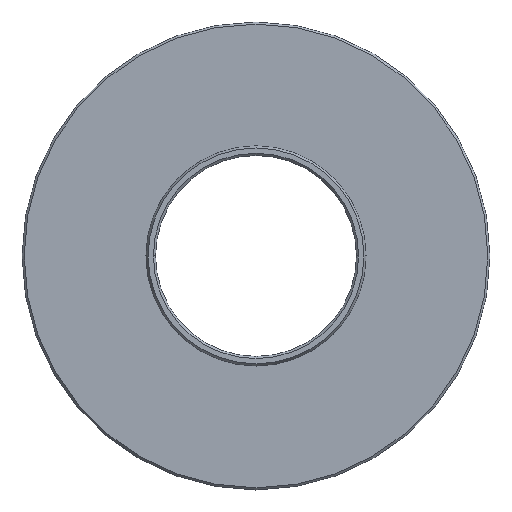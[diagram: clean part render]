
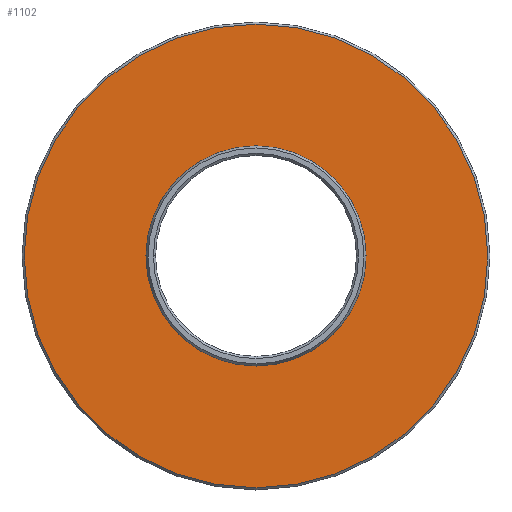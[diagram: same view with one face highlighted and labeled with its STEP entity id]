
A CAD part, top view. The second image highlights one B-rep face of the part: STEP entity #1102.
In plain terms, the highlighted planar face has unit normal (0, 0, 1).
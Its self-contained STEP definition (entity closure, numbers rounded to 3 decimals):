
#3 = EDGE_LOOP ( 'NONE', ( #323, #1251 ) ) ;
#126 = FACE_BOUND ( 'NONE', #3, .T. ) ;
#206 = ORIENTED_EDGE ( 'NONE', *, *, #1057, .T. ) ;
#295 = VERTEX_POINT ( 'NONE', #1215 ) ;
#323 = ORIENTED_EDGE ( 'NONE', *, *, #1136, .T. ) ;
#340 = AXIS2_PLACEMENT_3D ( 'NONE', #413, #411, #408 ) ;
#359 = AXIS2_PLACEMENT_3D ( 'NONE', #463, #462, #456 ) ;
#393 = CIRCLE ( 'NONE', #526, 27.686 ) ;
#408 = DIRECTION ( 'NONE',  ( -1., 0., 0. ) ) ;
#411 = DIRECTION ( 'NONE',  ( 0., 0., -1. ) ) ;
#412 = AXIS2_PLACEMENT_3D ( 'NONE', #540, #539, #538 ) ;
#413 = CARTESIAN_POINT ( 'NONE',  ( 0., 0., 0. ) ) ;
#414 = AXIS2_PLACEMENT_3D ( 'NONE', #558, #550, #547 ) ;
#456 = DIRECTION ( 'NONE',  ( 1., 0., 0. ) ) ;
#457 = EDGE_LOOP ( 'NONE', ( #206, #1196 ) ) ;
#462 = DIRECTION ( 'NONE',  ( 0., 0., 1. ) ) ;
#463 = CARTESIAN_POINT ( 'NONE',  ( 0., 27.94, 0. ) ) ;
#484 = PLANE ( 'NONE',  #359 ) ;
#526 = AXIS2_PLACEMENT_3D ( 'NONE', #781, #786, #989 ) ;
#538 = DIRECTION ( 'NONE',  ( 1., 0., 0. ) ) ;
#539 = DIRECTION ( 'NONE',  ( 0., 0., 1. ) ) ;
#540 = CARTESIAN_POINT ( 'NONE',  ( 0., 0., 0. ) ) ;
#547 = DIRECTION ( 'NONE',  ( -1., 0., 0. ) ) ;
#550 = DIRECTION ( 'NONE',  ( 0., 0., -1. ) ) ;
#558 = CARTESIAN_POINT ( 'NONE',  ( 0., 0., 0. ) ) ;
#604 = VERTEX_POINT ( 'NONE', #816 ) ;
#675 = CIRCLE ( 'NONE', #414, 12.687 ) ;
#705 = VERTEX_POINT ( 'NONE', #713 ) ;
#713 = CARTESIAN_POINT ( 'NONE',  ( 12.687, 0., 0. ) ) ;
#781 = CARTESIAN_POINT ( 'NONE',  ( 0., 0., 0. ) ) ;
#786 = DIRECTION ( 'NONE',  ( 0., 0., 1. ) ) ;
#800 = FACE_OUTER_BOUND ( 'NONE', #457, .T. ) ;
#816 = CARTESIAN_POINT ( 'NONE',  ( -12.687, 0., 0. ) ) ;
#823 = VERTEX_POINT ( 'NONE', #1104 ) ;
#912 = EDGE_CURVE ( 'NONE', #823, #295, #393, .T. ) ;
#971 = CIRCLE ( 'NONE', #412, 27.686 ) ;
#989 = DIRECTION ( 'NONE',  ( 1., 0., 0. ) ) ;
#1053 = EDGE_CURVE ( 'NONE', #705, #604, #675, .T. ) ;
#1057 = EDGE_CURVE ( 'NONE', #295, #823, #971, .T. ) ;
#1102 = ADVANCED_FACE ( 'NONE', ( #800, #126 ), #484, .T. ) ;
#1104 = CARTESIAN_POINT ( 'NONE',  ( 27.686, 0., 0. ) ) ;
#1136 = EDGE_CURVE ( 'NONE', #604, #705, #1305, .T. ) ;
#1196 = ORIENTED_EDGE ( 'NONE', *, *, #912, .T. ) ;
#1215 = CARTESIAN_POINT ( 'NONE',  ( -27.686, 0., 0. ) ) ;
#1251 = ORIENTED_EDGE ( 'NONE', *, *, #1053, .T. ) ;
#1305 = CIRCLE ( 'NONE', #340, 12.687 ) ;
